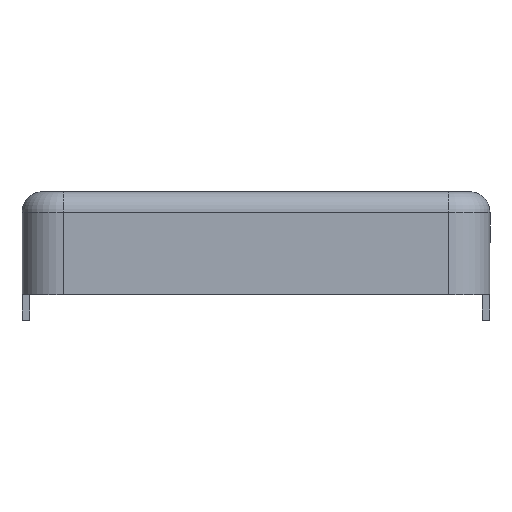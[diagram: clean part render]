
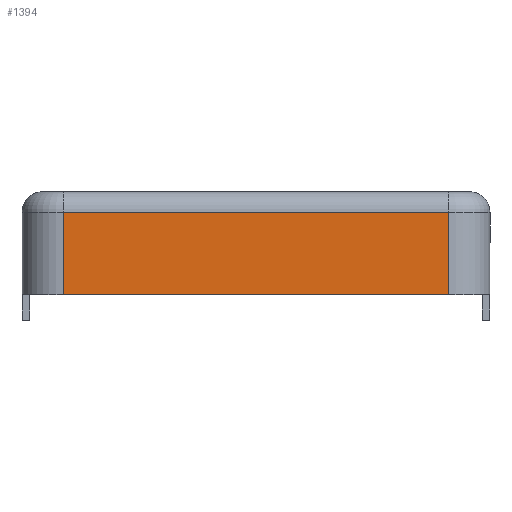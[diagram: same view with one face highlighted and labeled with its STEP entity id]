
A CAD part, left-side view. The second image highlights one B-rep face of the part: STEP entity #1394.
In plain terms, the highlighted face is planar.
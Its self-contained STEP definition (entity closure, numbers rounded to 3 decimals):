
#35=PLANE('',#1522);
#81=LINE('',#2208,#193);
#83=LINE('',#2225,#195);
#90=LINE('',#2245,#202);
#91=LINE('',#2247,#203);
#193=VECTOR('',#1743,1000.);
#195=VECTOR('',#1761,1000.);
#202=VECTOR('',#1778,1000.);
#203=VECTOR('',#1779,1000.);
#350=ORIENTED_EDGE('',*,*,#740,.T.);
#351=ORIENTED_EDGE('',*,*,#748,.F.);
#352=ORIENTED_EDGE('',*,*,#757,.F.);
#353=ORIENTED_EDGE('',*,*,#758,.T.);
#740=EDGE_CURVE('',#945,#944,#81,.T.);
#748=EDGE_CURVE('',#951,#944,#83,.T.);
#757=EDGE_CURVE('',#960,#951,#90,.T.);
#758=EDGE_CURVE('',#960,#945,#91,.T.);
#944=VERTEX_POINT('',#2207);
#945=VERTEX_POINT('',#2209);
#951=VERTEX_POINT('',#2224);
#960=VERTEX_POINT('',#2246);
#1147=EDGE_LOOP('',(#350,#351,#352,#353));
#1253=FACE_BOUND('',#1147,.T.);
#1394=ADVANCED_FACE('',(#1253),#35,.T.);
#1522=AXIS2_PLACEMENT_3D('',#2244,#1776,#1777);
#1743=DIRECTION('',(-1.,0.,0.));
#1761=DIRECTION('',(0.,-1.,0.));
#1776=DIRECTION('',(0.,0.,-1.));
#1777=DIRECTION('',(0.,-1.,0.));
#1778=DIRECTION('',(-1.,0.,0.));
#1779=DIRECTION('',(0.,-1.,0.));
#2207=CARTESIAN_POINT('',(-7.5,-4.,-23.85));
#2208=CARTESIAN_POINT('',(7.5,-4.,-23.85));
#2209=CARTESIAN_POINT('',(7.5,-4.,-23.85));
#2224=CARTESIAN_POINT('',(-7.5,-0.8,-23.85));
#2225=CARTESIAN_POINT('',(-7.5,0.,-23.85));
#2244=CARTESIAN_POINT('',(7.5,0.,-23.85));
#2245=CARTESIAN_POINT('',(7.5,-0.8,-23.85));
#2246=CARTESIAN_POINT('',(7.5,-0.8,-23.85));
#2247=CARTESIAN_POINT('',(7.5,0.,-23.85));
